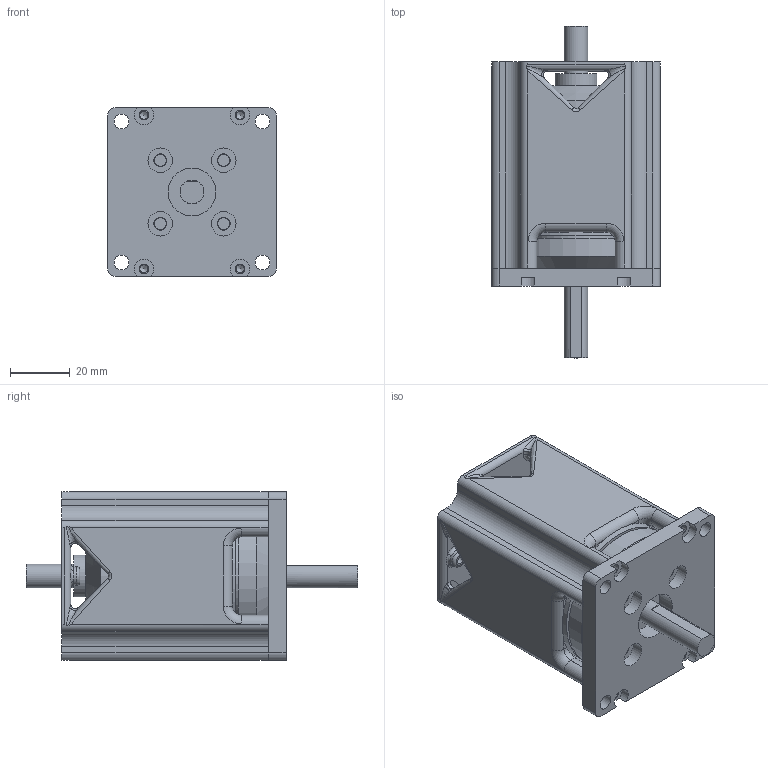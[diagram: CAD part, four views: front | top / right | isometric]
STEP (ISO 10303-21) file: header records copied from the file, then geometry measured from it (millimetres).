
FILE_DESCRIPTION( ( '' ), ' ' );
FILE_NAME( '5b3b17cf2818b50e76469925.step', '2018-07-03T06:29:35', ( '' ), ( '' ), ' ', ' ', ' ' );
FILE_SCHEMA( ( 'AUTOMOTIVE_DESIGN { 1 0 10303 214 1 1 1 1 }' ) );
Length unit declared in the file: metre
Products named in the file (3): Part 1; Part 2; Part 3
Bounding box: 56.4 x 111 x 56.4 mm (x, y, z)
Volume: 131894.7 mm3; surface area: 52860.7 mm2
Topology: 2 solids, 3 shells, 259 faces, 677 edges, 413 vertices
Faces by surface type: cylinder 101, plane 75, bspline 49, torus 28, cone 6
Full cylindrical faces by diameter (mm): 2.7 x4, 2.87 x2, 3.2 x4, 4 x4, 4.3 x4, 5 x4, 6.07 x2, 8 x2, 8.25 x4, 10 x1, 14 x1, 16 x1, 30 x1, 50 x2, 52 x1
Entity records: 17366 total; most frequent: CARTESIAN_POINT 9403, ORIENTED_EDGE 1226, DIRECTION 1118, EDGE_CURVE 613, AXIS2_PLACEMENT_3D 464, VERTEX_POINT 409, EDGE_LOOP 354, FACE_OUTER_BOUND 303
